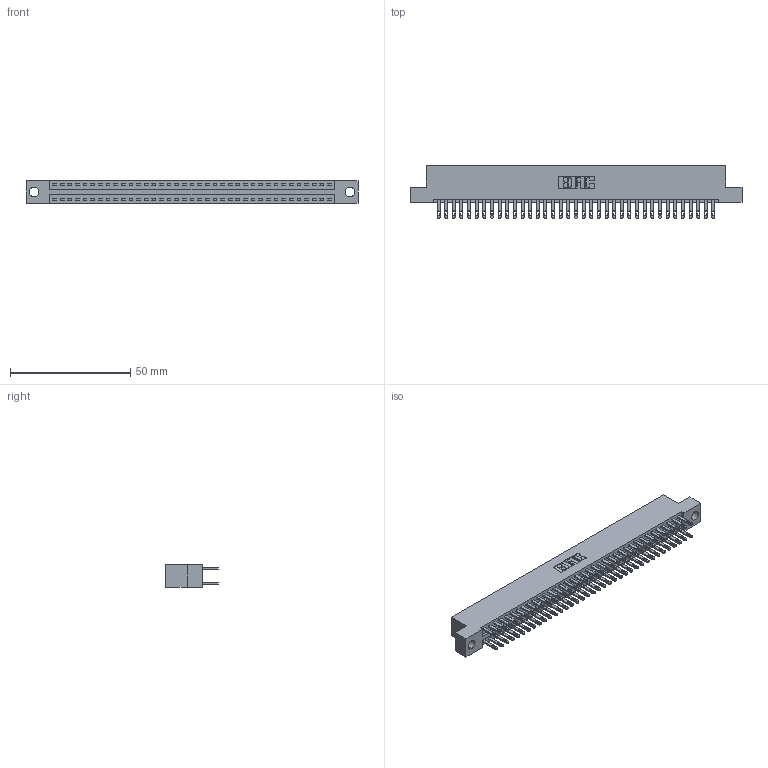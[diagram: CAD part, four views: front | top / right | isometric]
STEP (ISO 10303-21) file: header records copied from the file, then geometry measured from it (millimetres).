
FILE_DESCRIPTION (( 'STEP AP203' ), '1' );
FILE_NAME ('896-074-500-204.STEP', '2021-07-28T01:31:33', ( '' ), ( '' ), 'SwSTEP 2.0', 'SolidWorks 2020', '' );
FILE_SCHEMA (( 'CONFIG_CONTROL_DESIGN' ));
Length unit declared in the file: inch
Products named in the file (3): 846 Part_Flush Mounting Lugs - 0.156 Dia-TH; 345-292-001_345-293-100; 896-074-500-204
Assembly tree (75 placements, depth 2):
  896-074-500-204
    846 Part_Flush Mounting Lugs - 0.156 Dia-TH
    345-292-001_345-293-100  x74
Bounding box: 138.05 x 21.84 x 9.4 mm (x, y, z)
Volume: 13560.9 mm3; surface area: 19149.7 mm2
Topology: 75 solids, 75 shells, 3674 faces, 11207 edges, 7470 vertices
Faces by surface type: plane 2222, cylinder 1452
Entity records: 24753 total; most frequent: CARTESIAN_POINT 4084, ORIENTED_EDGE 4018, DIRECTION 3653, EDGE_CURVE 2009, VECTOR 1725, LINE 1725, VERTEX_POINT 1338, AXIS2_PLACEMENT_3D 964
